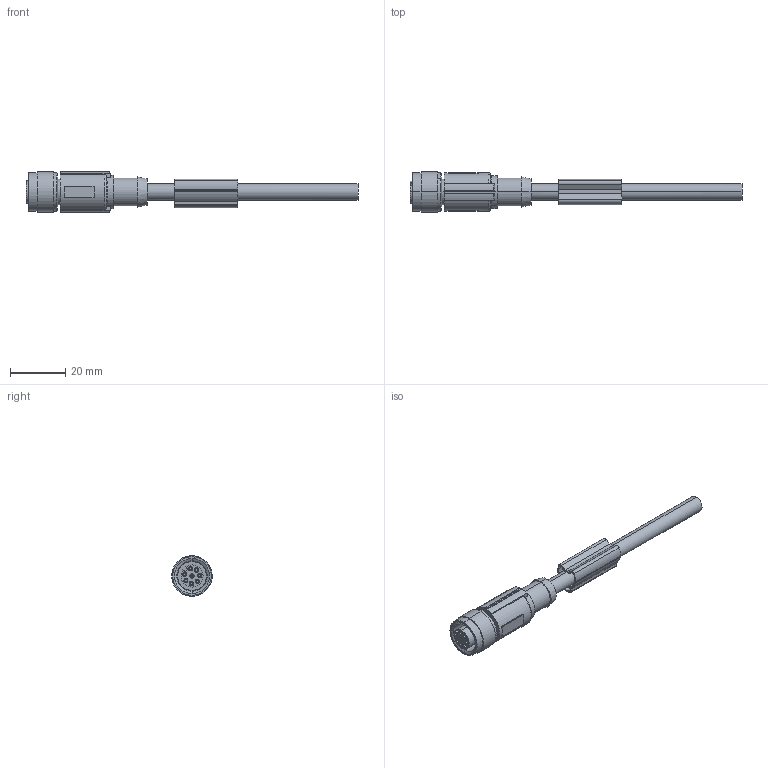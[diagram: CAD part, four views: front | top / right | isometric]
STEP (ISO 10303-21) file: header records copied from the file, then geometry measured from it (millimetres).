
FILE_DESCRIPTION(/* description */ ('Alibre Inc.'),/* implementation_level */ '2;1');
FILE_NAME(/* name */ 'export-74CDB2A1-671C-4E1C-9C99-68AC1C633C77',/* time_stamp */ '2022-12-01T20:38:12+01:00',/* author */ (''),/* organization */ (''),/* preprocessor_version */ 'ST-DEVELOPER v17',/* originating_system */ 'Alibre',/* authorisation */ '');
FILE_SCHEMA (('AUTOMOTIVE_DESIGN'));
Length unit declared in the file: millimetre
Products named in the file (2): 1523007
Bounding box: 120.65 x 14.7 x 15 mm (x, y, z)
Volume: 7922 mm3; surface area: 5941.4 mm2
Topology: 1 solids, 1 shells, 235 faces, 609 edges, 404 vertices
Faces by surface type: cylinder 110, plane 79, cone 22, bspline 18, torus 6
Entity records: 9717 total; most frequent: CARTESIAN_POINT 3829, ORIENTED_EDGE 1218, DIRECTION 1094, EDGE_CURVE 609, AXIS2_PLACEMENT_3D 458, VERTEX_POINT 404, EDGE_LOOP 269, FACE_BOUND 269
